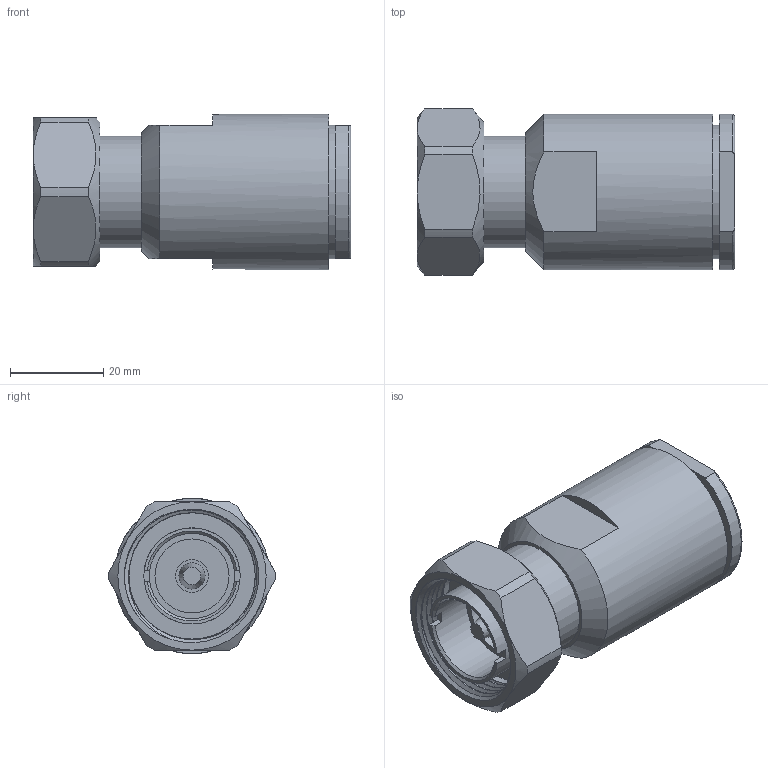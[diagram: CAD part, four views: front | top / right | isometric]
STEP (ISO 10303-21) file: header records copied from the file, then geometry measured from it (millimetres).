
FILE_DESCRIPTION (( 'STEP AP203' ), '1' );
FILE_NAME ('PE44277_3D.step', '2020-05-12T19:46:24', ( '' ), ( '' ), 'SwSTEP 2.0', 'SolidWorks 2018', '' );
FILE_SCHEMA (( 'CONFIG_CONTROL_DESIGN' ));
Length unit declared in the file: inch
Products named in the file (1): PE44277_3D
Bounding box: 68.02 x 35.58 x 33.26 mm (x, y, z)
Volume: 40972.2 mm3; surface area: 14203 mm2
Topology: 1 solids, 1 shells, 73 faces, 172 edges, 112 vertices
Faces by surface type: plane 35, cylinder 19, cone 14, bspline 3, torus 2
Full cylindrical faces by diameter (mm): 7.01 x1, 15.85 x1, 18.3 x1, 20.6 x1, 22.86 x1, 23.876 x1, 24.384 x1, 28.55 x1, 29.076 x1, 33.274 x1
Entity records: 3330 total; most frequent: CARTESIAN_POINT 1707, DIRECTION 316, ORIENTED_EDGE 302, EDGE_CURVE 151, AXIS2_PLACEMENT_3D 136, VERTEX_POINT 105, EDGE_LOOP 98, FACE_OUTER_BOUND 83
